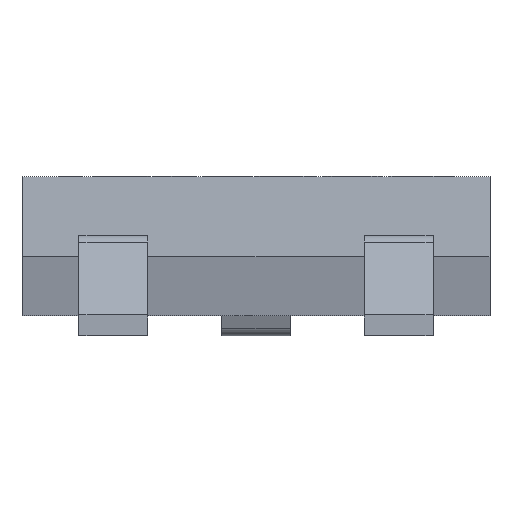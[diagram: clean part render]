
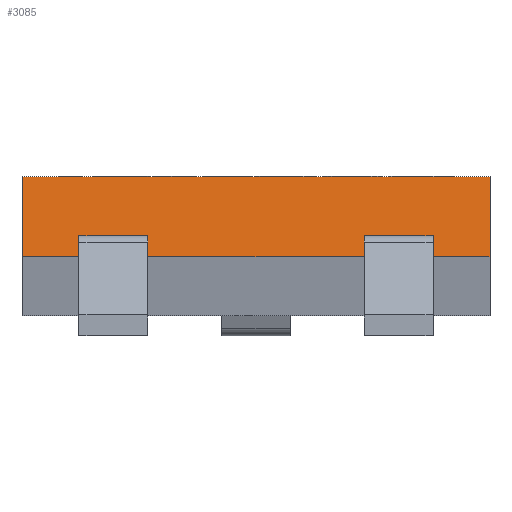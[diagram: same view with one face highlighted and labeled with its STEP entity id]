
A CAD part, left-side view. The second image highlights one B-rep face of the part: STEP entity #3085.
In plain terms, the highlighted planar face has unit normal (-0.989, 0, 0.148).
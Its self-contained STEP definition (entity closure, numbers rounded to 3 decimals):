
#412=FACE_OUTER_BOUND('',#583,.T.);
#583=EDGE_LOOP('',(#2706,#2707,#2708,#2709,#2710,#2711,#2712,#2713,#2714,
#2715,#2716,#2717));
#760=LINE('',#5003,#1065);
#830=LINE('',#5591,#1135);
#846=LINE('',#5627,#1151);
#851=LINE('',#5639,#1156);
#853=LINE('',#5643,#1158);
#854=LINE('',#5645,#1159);
#855=LINE('',#5647,#1160);
#856=LINE('',#5649,#1161);
#857=LINE('',#5651,#1162);
#858=LINE('',#5652,#1163);
#859=LINE('',#5654,#1164);
#860=LINE('',#5655,#1165);
#1065=VECTOR('',#3476,10.);
#1135=VECTOR('',#3588,10.);
#1151=VECTOR('',#3620,10.);
#1156=VECTOR('',#3633,10.);
#1158=VECTOR('',#3637,10.);
#1159=VECTOR('',#3638,10.);
#1160=VECTOR('',#3639,10.);
#1161=VECTOR('',#3640,10.);
#1162=VECTOR('',#3641,10.);
#1163=VECTOR('',#3642,10.);
#1164=VECTOR('',#3643,10.);
#1165=VECTOR('',#3644,10.);
#1379=VERTEX_POINT('',#5000);
#1380=VERTEX_POINT('',#5002);
#1456=VERTEX_POINT('',#5588);
#1457=VERTEX_POINT('',#5590);
#1469=VERTEX_POINT('',#5626);
#1472=VERTEX_POINT('',#5638);
#1473=VERTEX_POINT('',#5642);
#1474=VERTEX_POINT('',#5644);
#1475=VERTEX_POINT('',#5646);
#1476=VERTEX_POINT('',#5648);
#1477=VERTEX_POINT('',#5650);
#1478=VERTEX_POINT('',#5653);
#1756=EDGE_CURVE('',#1380,#1379,#760,.T.);
#1869=EDGE_CURVE('',#1457,#1456,#830,.T.);
#1887=EDGE_CURVE('',#1469,#1457,#846,.T.);
#1893=EDGE_CURVE('',#1472,#1469,#851,.T.);
#1895=EDGE_CURVE('',#1473,#1456,#853,.T.);
#1896=EDGE_CURVE('',#1473,#1474,#854,.T.);
#1897=EDGE_CURVE('',#1474,#1475,#855,.T.);
#1898=EDGE_CURVE('',#1475,#1476,#856,.T.);
#1899=EDGE_CURVE('',#1477,#1476,#857,.T.);
#1900=EDGE_CURVE('',#1380,#1477,#858,.T.);
#1901=EDGE_CURVE('',#1478,#1379,#859,.T.);
#1902=EDGE_CURVE('',#1472,#1478,#860,.T.);
#2706=ORIENTED_EDGE('',*,*,#1893,.T.);
#2707=ORIENTED_EDGE('',*,*,#1887,.T.);
#2708=ORIENTED_EDGE('',*,*,#1869,.T.);
#2709=ORIENTED_EDGE('',*,*,#1895,.F.);
#2710=ORIENTED_EDGE('',*,*,#1896,.T.);
#2711=ORIENTED_EDGE('',*,*,#1897,.T.);
#2712=ORIENTED_EDGE('',*,*,#1898,.T.);
#2713=ORIENTED_EDGE('',*,*,#1899,.F.);
#2714=ORIENTED_EDGE('',*,*,#1900,.F.);
#2715=ORIENTED_EDGE('',*,*,#1756,.T.);
#2716=ORIENTED_EDGE('',*,*,#1901,.F.);
#2717=ORIENTED_EDGE('',*,*,#1902,.F.);
#2927=PLANE('',#3202);
#3085=ADVANCED_FACE('',(#412),#2927,.T.);
#3202=AXIS2_PLACEMENT_3D('',#5641,#3635,#3636);
#3476=DIRECTION('',(0.,1.,0.));
#3588=DIRECTION('',(-0.148,0.,-0.989));
#3620=DIRECTION('',(0.,-1.,0.));
#3633=DIRECTION('',(0.148,0.,0.989));
#3635=DIRECTION('center_axis',(-0.989,0.,0.148));
#3636=DIRECTION('ref_axis',(0.148,0.,0.989));
#3637=DIRECTION('',(0.,1.,0.));
#3638=DIRECTION('',(0.148,0.,0.989));
#3639=DIRECTION('',(0.,-1.,0.));
#3640=DIRECTION('',(-0.148,0.,-0.989));
#3641=DIRECTION('',(0.,1.,0.));
#3642=DIRECTION('',(-0.148,0.,-0.989));
#3643=DIRECTION('',(0.148,0.,0.989));
#3644=DIRECTION('',(0.,1.,0.));
#5000=CARTESIAN_POINT('',(-0.575,1.46,0.25));
#5002=CARTESIAN_POINT('',(-0.575,-1.46,0.25));
#5003=CARTESIAN_POINT('',(-0.575,0.,0.25));
#5588=CARTESIAN_POINT('',(-0.65,0.675,-0.25));
#5590=CARTESIAN_POINT('',(-0.631,0.675,-0.12));
#5591=CARTESIAN_POINT('',(-0.666,0.675,-0.356));
#5626=CARTESIAN_POINT('',(-0.631,1.105,-0.12));
#5627=CARTESIAN_POINT('',(-0.631,0.445,-0.12));
#5638=CARTESIAN_POINT('',(-0.65,1.105,-0.25));
#5639=CARTESIAN_POINT('',(-0.666,1.105,-0.356));
#5641=CARTESIAN_POINT('Origin',(-0.65,0.,-0.25));
#5642=CARTESIAN_POINT('',(-0.65,-0.675,-0.25));
#5643=CARTESIAN_POINT('',(-0.65,0.,-0.25));
#5644=CARTESIAN_POINT('',(-0.631,-0.675,-0.12));
#5645=CARTESIAN_POINT('',(-0.666,-0.675,-0.356));
#5646=CARTESIAN_POINT('',(-0.631,-1.105,-0.12));
#5647=CARTESIAN_POINT('',(-0.631,-0.445,-0.12));
#5648=CARTESIAN_POINT('',(-0.65,-1.105,-0.25));
#5649=CARTESIAN_POINT('',(-0.666,-1.105,-0.356));
#5650=CARTESIAN_POINT('',(-0.65,-1.46,-0.25));
#5651=CARTESIAN_POINT('',(-0.65,0.,-0.25));
#5652=CARTESIAN_POINT('',(-0.65,-1.46,-0.25));
#5653=CARTESIAN_POINT('',(-0.65,1.46,-0.25));
#5654=CARTESIAN_POINT('',(-0.65,1.46,-0.25));
#5655=CARTESIAN_POINT('',(-0.65,0.,-0.25));
